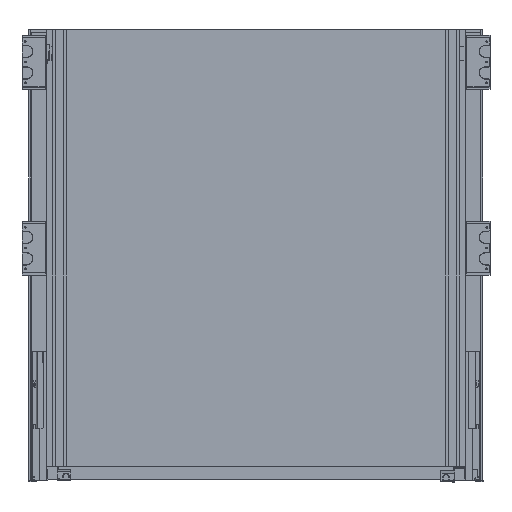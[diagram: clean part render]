
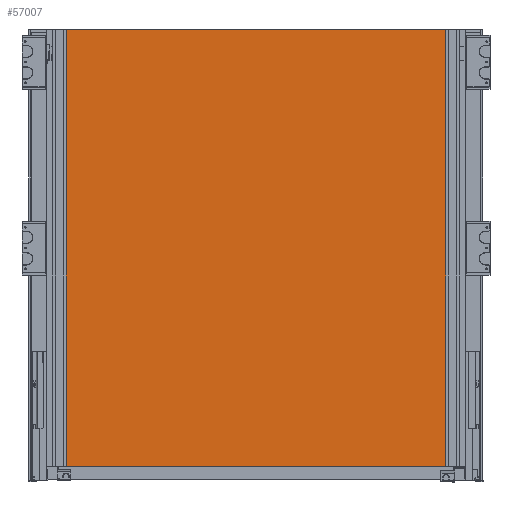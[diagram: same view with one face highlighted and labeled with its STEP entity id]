
A CAD part, front view. The second image highlights one B-rep face of the part: STEP entity #57007.
In plain terms, the highlighted planar face has unit normal (0, -1, 0).
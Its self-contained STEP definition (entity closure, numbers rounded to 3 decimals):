
#3547=FACE_OUTER_BOUND('',#6576,.T.);
#6576=EDGE_LOOP('',(#35756,#35757,#35758,#35759));
#9837=LINE('',#79225,#15955);
#9841=LINE('',#79233,#15959);
#9844=LINE('',#79239,#15962);
#9847=LINE('',#79244,#15965);
#15955=VECTOR('',#64468,1000.);
#15959=VECTOR('',#64474,1000.);
#15962=VECTOR('',#64479,1000.);
#15965=VECTOR('',#64484,1000.);
#22073=VERTEX_POINT('',#79223);
#22074=VERTEX_POINT('',#79224);
#22077=VERTEX_POINT('',#79232);
#22079=VERTEX_POINT('',#79238);
#27449=EDGE_CURVE('',#22073,#22074,#9837,.T.);
#27453=EDGE_CURVE('',#22074,#22077,#9841,.T.);
#27456=EDGE_CURVE('',#22077,#22079,#9844,.T.);
#27459=EDGE_CURVE('',#22079,#22073,#9847,.T.);
#35756=ORIENTED_EDGE('',*,*,#27449,.F.);
#35757=ORIENTED_EDGE('',*,*,#27459,.F.);
#35758=ORIENTED_EDGE('',*,*,#27456,.F.);
#35759=ORIENTED_EDGE('',*,*,#27453,.F.);
#52291=PLANE('',#60149);
#57007=ADVANCED_FACE('',(#3547),#52291,.T.);
#60149=AXIS2_PLACEMENT_3D('',#79247,#64488,#64489);
#64468=DIRECTION('',(0.,0.,-1.));
#64474=DIRECTION('',(-1.,0.,0.));
#64479=DIRECTION('',(0.,0.,1.));
#64484=DIRECTION('',(1.,0.,0.));
#64488=DIRECTION('center_axis',(0.,-1.,0.));
#64489=DIRECTION('ref_axis',(0.,0.,-1.));
#79223=CARTESIAN_POINT('',(1240.977,1298.439,147.6));
#79224=CARTESIAN_POINT('',(1240.977,1298.439,-378.4));
#79225=CARTESIAN_POINT('',(1240.977,1298.439,147.6));
#79232=CARTESIAN_POINT('',(751.977,1298.439,-378.4));
#79233=CARTESIAN_POINT('',(751.977,1298.439,-378.4));
#79238=CARTESIAN_POINT('',(751.977,1298.439,147.6));
#79239=CARTESIAN_POINT('',(751.977,1298.439,147.6));
#79244=CARTESIAN_POINT('',(751.977,1298.439,147.6));
#79247=CARTESIAN_POINT('Origin',(996.477,1298.439,-115.4));
